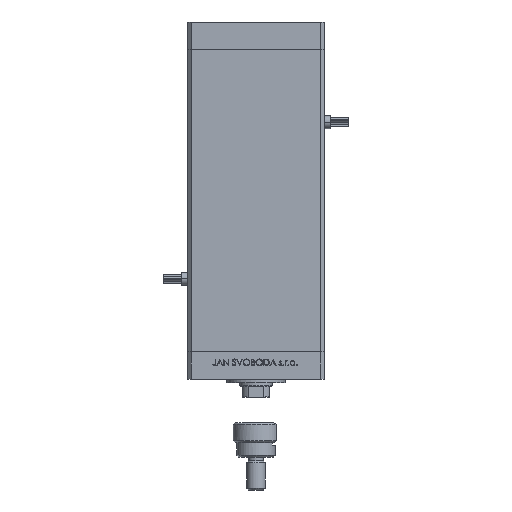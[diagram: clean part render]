
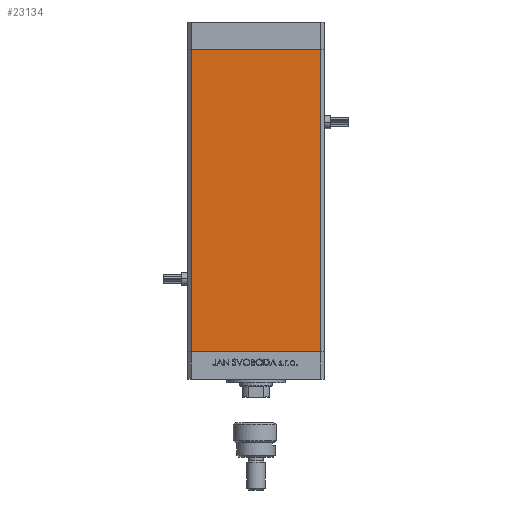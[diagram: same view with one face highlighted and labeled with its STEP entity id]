
A CAD part, front view. The second image highlights one B-rep face of the part: STEP entity #23134.
In plain terms, the highlighted planar face has unit normal (0, -1, 0).
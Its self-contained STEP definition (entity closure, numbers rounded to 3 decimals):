
#1630 = CARTESIAN_POINT ( 'NONE',  ( -35.5, -32.5, 0. ) ) ;
#2269 = VECTOR ( 'NONE', #22080, 1000. ) ;
#4294 = DIRECTION ( 'NONE',  ( 0., 1., 0. ) ) ;
#4380 = VERTEX_POINT ( 'NONE', #1630 ) ;
#4716 = EDGE_CURVE ( 'NONE', #20972, #4380, #13977, .T. ) ;
#6191 = CARTESIAN_POINT ( 'NONE',  ( 35.5, -32.5, 166. ) ) ;
#9084 = CARTESIAN_POINT ( 'NONE',  ( -35.5, -32.5, 166. ) ) ;
#9183 = LINE ( 'NONE', #46238, #50967 ) ;
#12287 = ORIENTED_EDGE ( 'NONE', *, *, #4716, .T. ) ;
#13977 = LINE ( 'NONE', #43423, #2269 ) ;
#14042 = AXIS2_PLACEMENT_3D ( 'NONE', #28053, #4294, #15899 ) ;
#15899 = DIRECTION ( 'NONE',  ( 0., 0., 1. ) ) ;
#16613 = EDGE_CURVE ( 'NONE', #52143, #41210, #9183, .T. ) ;
#20972 = VERTEX_POINT ( 'NONE', #27080 ) ;
#21258 = LINE ( 'NONE', #9084, #28508 ) ;
#22080 = DIRECTION ( 'NONE',  ( 0., 0., -1. ) ) ;
#23134 = ADVANCED_FACE ( 'NONE', ( #41042 ), #53521, .F. ) ;
#24765 = DIRECTION ( 'NONE',  ( 1., 0., 0. ) ) ;
#25674 = DIRECTION ( 'NONE',  ( 0., 0., -1. ) ) ;
#26248 = ORIENTED_EDGE ( 'NONE', *, *, #41584, .T. ) ;
#27080 = CARTESIAN_POINT ( 'NONE',  ( -35.5, -32.5, 166. ) ) ;
#28053 = CARTESIAN_POINT ( 'NONE',  ( -35.5, -32.5, 166. ) ) ;
#28508 = VECTOR ( 'NONE', #24765, 1000. ) ;
#28918 = CARTESIAN_POINT ( 'NONE',  ( -35.5, -32.5, 0. ) ) ;
#33450 = VECTOR ( 'NONE', #49776, 1000. ) ;
#39319 = CARTESIAN_POINT ( 'NONE',  ( 35.5, -32.5, 0. ) ) ;
#40820 = ORIENTED_EDGE ( 'NONE', *, *, #16613, .F. ) ;
#40829 = LINE ( 'NONE', #28918, #33450 ) ;
#41042 = FACE_OUTER_BOUND ( 'NONE', #46129, .T. ) ;
#41210 = VERTEX_POINT ( 'NONE', #39319 ) ;
#41584 = EDGE_CURVE ( 'NONE', #4380, #41210, #40829, .T. ) ;
#42241 = ORIENTED_EDGE ( 'NONE', *, *, #52671, .F. ) ;
#43423 = CARTESIAN_POINT ( 'NONE',  ( -35.5, -32.5, 166. ) ) ;
#46129 = EDGE_LOOP ( 'NONE', ( #26248, #40820, #42241, #12287 ) ) ;
#46238 = CARTESIAN_POINT ( 'NONE',  ( 35.5, -32.5, 166. ) ) ;
#49776 = DIRECTION ( 'NONE',  ( 1., 0., 0. ) ) ;
#50967 = VECTOR ( 'NONE', #25674, 1000. ) ;
#52143 = VERTEX_POINT ( 'NONE', #6191 ) ;
#52671 = EDGE_CURVE ( 'NONE', #20972, #52143, #21258, .T. ) ;
#53521 = PLANE ( 'NONE',  #14042 ) ;
